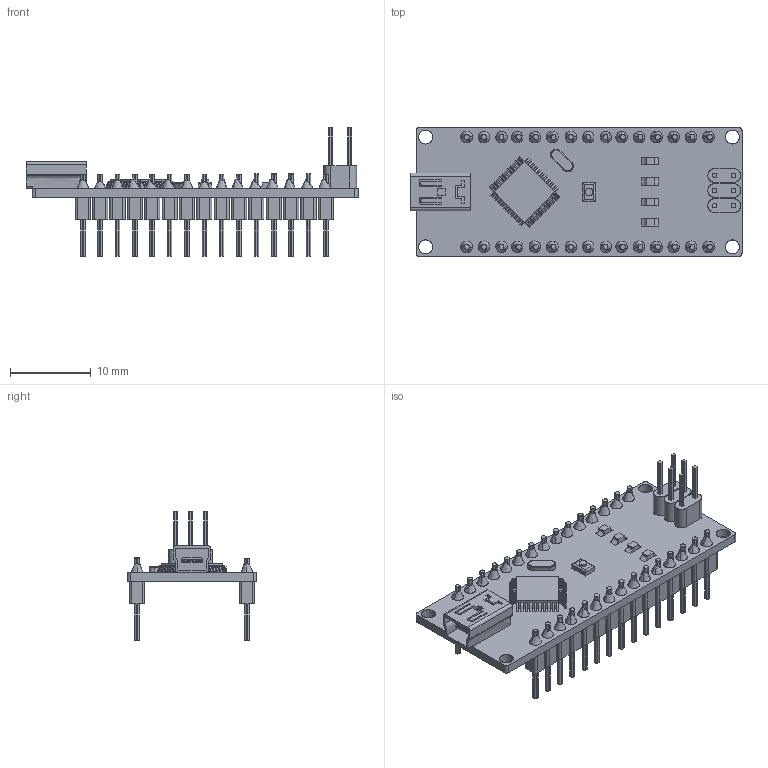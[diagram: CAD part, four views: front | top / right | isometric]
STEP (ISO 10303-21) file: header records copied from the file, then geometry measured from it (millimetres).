
FILE_DESCRIPTION(('FreeCAD Model'),'2;1');
FILE_NAME('Open CASCADE Shape Model','2025-04-30T07:49:07',('FreeCAD'),( 'FreeCAD'),'Open CASCADE STEP processor 7.6','FreeCAD','Unknown');
FILE_SCHEMA(('AUTOMOTIVE_DESIGN { 1 0 10303 214 1 1 1 1 }'));
Products named in the file (1): Open CASCADE STEP translator 7.6 1
Bounding box: 40.99 x 15.94 x 15.85 mm (x, y, z)
Surface area: 2784.4 mm2 (no closed solid volume)
Topology: 0 solids, 1326 shells, 1326 faces, 12754 edges, 12750 vertices
Faces by surface type: bspline 1326
Entity records: 114311 total; most frequent: CARTESIAN_POINT 56281, ORIENTED_EDGE 12754, EDGE_CURVE 12754, VERTEX_POINT 12750, B_SPLINE_CURVE_WITH_KNOTS 11864, FACE_BOUND 1543, EDGE_LOOP 1543, SHELL_BASED_SURFACE_MODEL 1326
